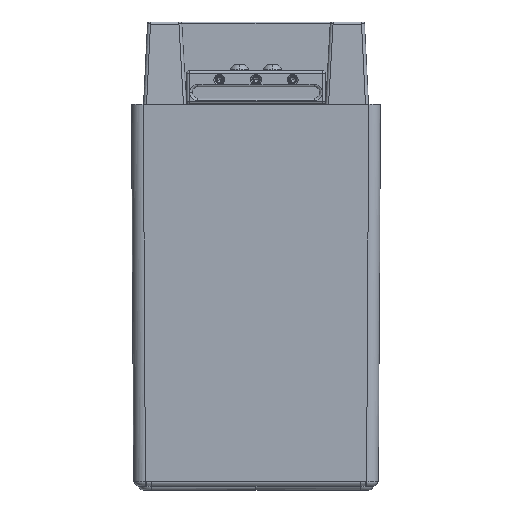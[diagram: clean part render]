
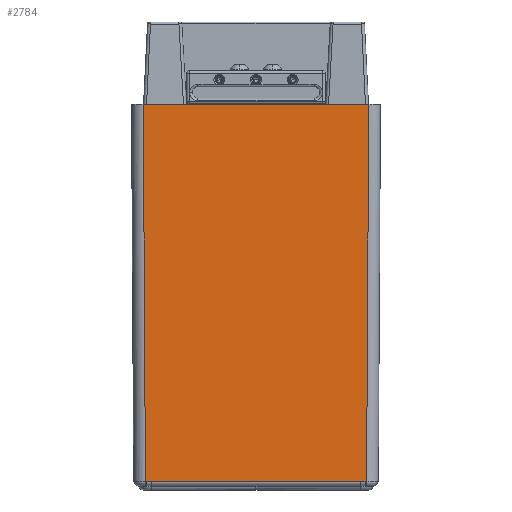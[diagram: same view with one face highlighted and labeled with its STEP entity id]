
A CAD part, front view. The second image highlights one B-rep face of the part: STEP entity #2784.
In plain terms, the highlighted planar face has unit normal (0, -1, -0.006).
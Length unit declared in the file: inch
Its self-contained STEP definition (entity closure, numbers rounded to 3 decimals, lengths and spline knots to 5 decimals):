
#243 = LINE ( 'NONE', #1578, #11162 ) ;
#306 = DIRECTION ( 'NONE',  ( 0.006, -0.006, 1. ) ) ;
#941 = VERTEX_POINT ( 'NONE', #4127 ) ;
#1578 = CARTESIAN_POINT ( 'NONE',  ( -2.68601, -1.14251, 0.00161 ) ) ;
#1771 = VERTEX_POINT ( 'NONE', #4674 ) ;
#2626 = EDGE_CURVE ( 'NONE', #4037, #1771, #243, .T. ) ;
#2784 = ADVANCED_FACE ( 'NONE', ( #17908 ), #4882, .T. ) ;
#3051 = ORIENTED_EDGE ( 'NONE', *, *, #6275, .T. ) ;
#3518 = CARTESIAN_POINT ( 'NONE',  ( 2.68589, -1.14238, -0.02 ) ) ;
#4037 = VERTEX_POINT ( 'NONE', #7241 ) ;
#4127 = CARTESIAN_POINT ( 'NONE',  ( 2.63425, -1.09075, -8.985 ) ) ;
#4674 = CARTESIAN_POINT ( 'NONE',  ( -2.63425, -1.09075, -8.985 ) ) ;
#4837 = VECTOR ( 'NONE', #13816, 39.37008 ) ;
#4882 = PLANE ( 'NONE',  #5146 ) ;
#5146 = AXIS2_PLACEMENT_3D ( 'NONE', #7628, #14649, #16050 ) ;
#5212 = VECTOR ( 'NONE', #306, 39.37008 ) ;
#5881 = LINE ( 'NONE', #10514, #6336 ) ;
#6275 = EDGE_CURVE ( 'NONE', #1771, #941, #5881, .T. ) ;
#6336 = VECTOR ( 'NONE', #15993, 39.37008 ) ;
#6761 = EDGE_LOOP ( 'NONE', ( #16716, #13573, #15650, #3051 ) ) ;
#7179 = EDGE_CURVE ( 'NONE', #941, #12814, #14150, .T. ) ;
#7241 = CARTESIAN_POINT ( 'NONE',  ( -2.68589, -1.14238, -0.02 ) ) ;
#7628 = CARTESIAN_POINT ( 'NONE',  ( -2.966, -1.1425, 0. ) ) ;
#8668 = CARTESIAN_POINT ( 'NONE',  ( 2.68582, -1.14231, -0.03255 ) ) ;
#10514 = CARTESIAN_POINT ( 'NONE',  ( -2.966, -1.09075, -8.985 ) ) ;
#11162 = VECTOR ( 'NONE', #11566, 39.37008 ) ;
#11566 = DIRECTION ( 'NONE',  ( 0.006, 0.006, -1. ) ) ;
#12814 = VERTEX_POINT ( 'NONE', #3518 ) ;
#13346 = LINE ( 'NONE', #16576, #4837 ) ;
#13573 = ORIENTED_EDGE ( 'NONE', *, *, #16547, .T. ) ;
#13816 = DIRECTION ( 'NONE',  ( -1., 0., 0. ) ) ;
#14150 = LINE ( 'NONE', #8668, #5212 ) ;
#14649 = DIRECTION ( 'NONE',  ( 0., -1., -0.006 ) ) ;
#15650 = ORIENTED_EDGE ( 'NONE', *, *, #2626, .T. ) ;
#15993 = DIRECTION ( 'NONE',  ( 1., 0., 0. ) ) ;
#16050 = DIRECTION ( 'NONE',  ( 0., 0.006, -1. ) ) ;
#16547 = EDGE_CURVE ( 'NONE', #12814, #4037, #13346, .T. ) ;
#16576 = CARTESIAN_POINT ( 'NONE',  ( -2.686, -1.14238, -0.02 ) ) ;
#16716 = ORIENTED_EDGE ( 'NONE', *, *, #7179, .T. ) ;
#17908 = FACE_OUTER_BOUND ( 'NONE', #6761, .T. ) ;
